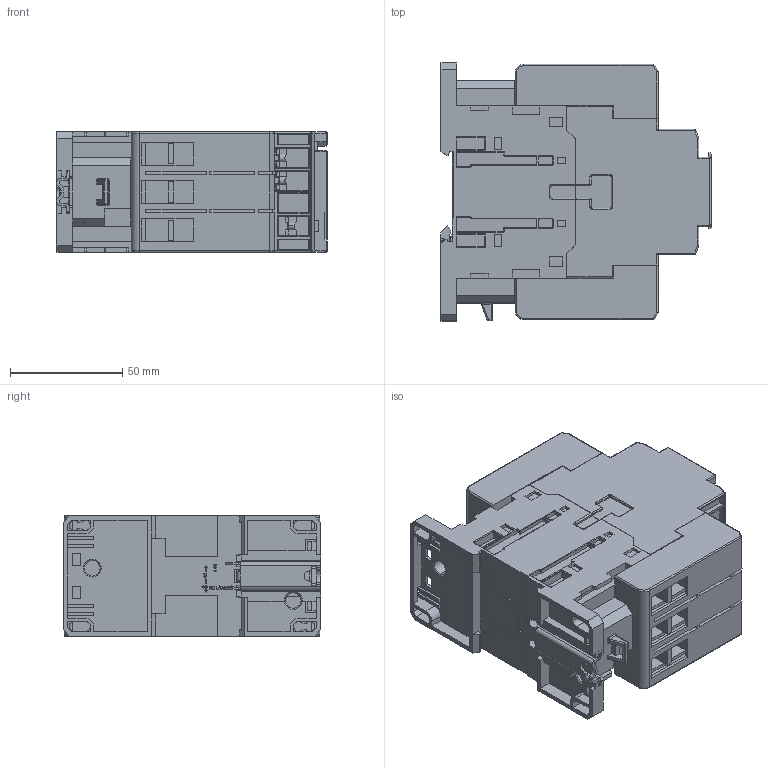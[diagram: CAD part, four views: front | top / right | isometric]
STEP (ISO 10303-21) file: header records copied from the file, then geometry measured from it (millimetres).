
FILE_DESCRIPTION (( 'STEP AP203' ), '1' );
FILE_NAME ('CWB50-11-30D15.step', '2020-08-11T10:44:41', ( '' ), ( '' ), 'SwSTEP 2.0', 'SolidWorks 2019', '' );
FILE_SCHEMA (( 'CONFIG_CONTROL_DESIGN' ));
Length unit declared in the file: inch
Products named in the file (1): CWB50-11-30D15
Bounding box: 120.6 x 115 x 53.8 mm (x, y, z)
Volume: 537070.2 mm3; surface area: 133002.4 mm2
Topology: 55 solids, 55 shells, 2548 faces, 6699 edges, 4302 vertices
Faces by surface type: plane 1633, cylinder 529, bspline 278, cone 90, sphere 18
Entity records: 87639 total; most frequent: CARTESIAN_POINT 26897, ORIENTED_EDGE 13330, DIRECTION 11532, EDGE_CURVE 6665, LINE 4644, VECTOR 4644, VERTEX_POINT 4300, AXIS2_PLACEMENT_3D 3444
